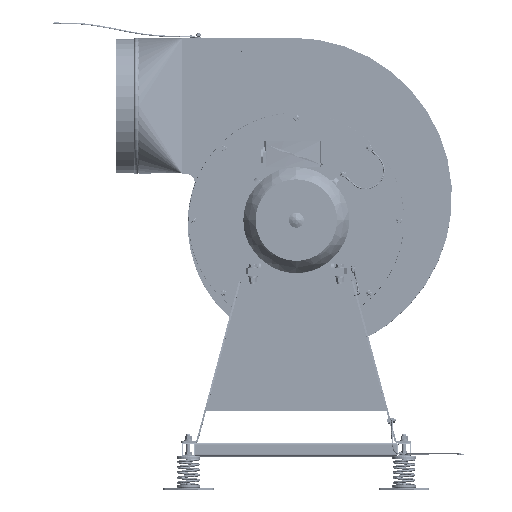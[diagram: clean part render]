
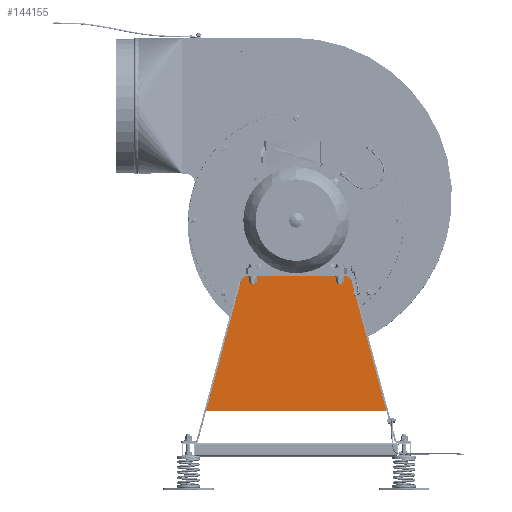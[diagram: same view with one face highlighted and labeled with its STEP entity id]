
A CAD part, top view. The second image highlights one B-rep face of the part: STEP entity #144155.
In plain terms, the highlighted planar face has unit normal (0, 0, 1).
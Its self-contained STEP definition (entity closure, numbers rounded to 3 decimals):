
#6293=PLANE('',#154757);
#17296=FACE_OUTER_BOUND('',#25560,.T.);
#25560=EDGE_LOOP('',(#119687,#119688,#119689,#119690,#119691,#119692,#119693,
#119694,#119695,#119696));
#36428=LINE('',#255695,#47814);
#36512=LINE('',#255917,#47898);
#36513=LINE('',#255920,#47899);
#36537=LINE('',#255989,#47923);
#36543=LINE('',#256001,#47929);
#36546=LINE('',#256007,#47932);
#36547=LINE('',#256010,#47933);
#36548=LINE('',#256011,#47934);
#36549=LINE('',#256012,#47935);
#36550=LINE('',#256013,#47936);
#47814=VECTOR('',#184355,10.);
#47898=VECTOR('',#184587,10.);
#47899=VECTOR('',#184590,10.);
#47923=VECTOR('',#184660,10.);
#47929=VECTOR('',#184668,10.);
#47932=VECTOR('',#184673,10.);
#47933=VECTOR('',#184676,10.);
#47934=VECTOR('',#184677,10.);
#47935=VECTOR('',#184678,10.);
#47936=VECTOR('',#184679,10.);
#65063=VERTEX_POINT('',#255692);
#65064=VERTEX_POINT('',#255694);
#65128=VERTEX_POINT('',#255915);
#65129=VERTEX_POINT('',#255919);
#65150=VERTEX_POINT('',#255986);
#65151=VERTEX_POINT('',#255988);
#65153=VERTEX_POINT('',#255994);
#65156=VERTEX_POINT('',#255999);
#65158=VERTEX_POINT('',#256005);
#65159=VERTEX_POINT('',#256009);
#83806=EDGE_CURVE('',#65064,#65063,#36428,.T.);
#83916=EDGE_CURVE('',#65063,#65128,#36512,.T.);
#83917=EDGE_CURVE('',#65129,#65064,#36513,.T.);
#83953=EDGE_CURVE('',#65151,#65150,#36537,.T.);
#83959=EDGE_CURVE('',#65153,#65156,#36543,.T.);
#83962=EDGE_CURVE('',#65158,#65156,#36546,.T.);
#83963=EDGE_CURVE('',#65158,#65159,#36547,.T.);
#83964=EDGE_CURVE('',#65129,#65159,#36548,.T.);
#83965=EDGE_CURVE('',#65128,#65151,#36549,.T.);
#83966=EDGE_CURVE('',#65153,#65150,#36550,.T.);
#119687=ORIENTED_EDGE('',*,*,#83962,.F.);
#119688=ORIENTED_EDGE('',*,*,#83963,.T.);
#119689=ORIENTED_EDGE('',*,*,#83964,.F.);
#119690=ORIENTED_EDGE('',*,*,#83917,.T.);
#119691=ORIENTED_EDGE('',*,*,#83806,.T.);
#119692=ORIENTED_EDGE('',*,*,#83916,.T.);
#119693=ORIENTED_EDGE('',*,*,#83965,.T.);
#119694=ORIENTED_EDGE('',*,*,#83953,.T.);
#119695=ORIENTED_EDGE('',*,*,#83966,.F.);
#119696=ORIENTED_EDGE('',*,*,#83959,.T.);
#144155=ADVANCED_FACE('',(#17296),#6293,.F.);
#154757=AXIS2_PLACEMENT_3D('',#256008,#184674,#184675);
#184355=DIRECTION('',(-0.259,-0.966,0.));
#184587=DIRECTION('',(-0.259,-0.966,0.));
#184590=DIRECTION('',(-0.259,-0.966,0.));
#184660=DIRECTION('',(-0.259,0.966,0.));
#184668=DIRECTION('',(-0.259,0.966,0.));
#184673=DIRECTION('',(0.793,-0.609,0.));
#184674=DIRECTION('center_axis',(0.,0.,
-1.));
#184675=DIRECTION('ref_axis',(-1.,0.,0.));
#184676=DIRECTION('',(-1.,0.,0.));
#184677=DIRECTION('',(0.793,0.609,0.));
#184678=DIRECTION('',(1.,0.,0.));
#184679=DIRECTION('',(0.259,-0.966,0.));
#255692=CARTESIAN_POINT('',(-264.494,-554.366,246.));
#255694=CARTESIAN_POINT('',(-166.742,-189.552,246.));
#255695=CARTESIAN_POINT('',(-160.5,-166.256,246.));
#255915=CARTESIAN_POINT('',(-267.68,-566.256,246.));
#255917=CARTESIAN_POINT('',(-160.5,-166.256,246.));
#255919=CARTESIAN_POINT('',(-163.088,-175.916,246.));
#255920=CARTESIAN_POINT('',(-160.5,-166.256,246.));
#255986=CARTESIAN_POINT('',(264.494,-554.366,246.));
#255988=CARTESIAN_POINT('',(267.68,-566.256,246.));
#255989=CARTESIAN_POINT('',(267.68,-566.256,246.));
#255994=CARTESIAN_POINT('',(166.742,-189.552,246.));
#255999=CARTESIAN_POINT('',(163.088,-175.916,246.));
#256001=CARTESIAN_POINT('',(267.68,-566.256,246.));
#256005=CARTESIAN_POINT('',(150.5,-166.256,246.));
#256007=CARTESIAN_POINT('',(160.726,-174.103,246.));
#256008=CARTESIAN_POINT('Origin',(0.,-391.706,
246.));
#256009=CARTESIAN_POINT('',(-150.5,-166.256,246.));
#256010=CARTESIAN_POINT('',(160.5,-166.256,246.));
#256011=CARTESIAN_POINT('',(-160.726,-174.103,246.));
#256012=CARTESIAN_POINT('',(-267.68,-566.256,246.));
#256013=CARTESIAN_POINT('',(208.596,-345.753,246.));
